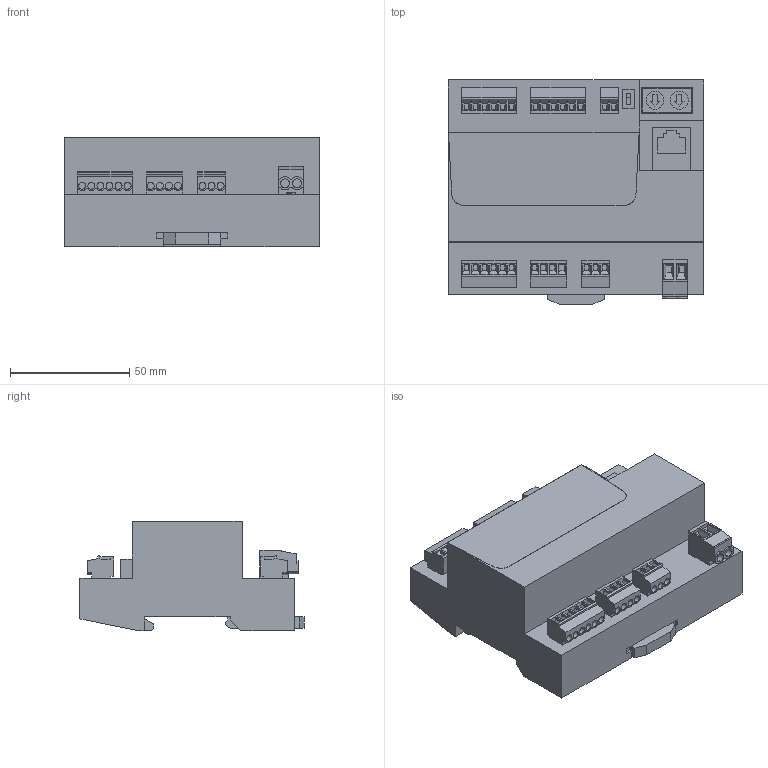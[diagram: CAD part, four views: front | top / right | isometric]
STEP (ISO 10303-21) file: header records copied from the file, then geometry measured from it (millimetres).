
FILE_DESCRIPTION(('CATIA V5 STEP Exchange','CAx-IF Rec.Pracs.--- Model Styling and Organization---1.4--- 2014-01-23'),'2;1');
FILE_NAME ('D1500994_0', '2021-08-25T12:40:20+00:00', ('none'), ('Weidmueller'), 'CATIA Version 5-6 Release 2016 SP3 HF44', 'CATIA V5 STEP AP214', 'none');
FILE_SCHEMA(('AUTOMOTIVE_DESIGN { 1 0 10303 214 1 1 1 1 }'));
Length unit declared in the file: millimetre
Products named in the file (1): S3D_ENERGY_LOGGER_D550
Bounding box: 107 x 94 x 46 mm (x, y, z)
Volume: 299621.5 mm3; surface area: 61768.1 mm2
Topology: 43 solids, 43 shells, 1675 faces, 4549 edges, 3086 vertices
Faces by surface type: plane 1333, cylinder 232, cone 108, extrusion 2
Entity records: 51463 total; most frequent: CARTESIAN_POINT 9574, ORIENTED_EDGE 9098, DIRECTION 6734, EDGE_CURVE 4549, VECTOR 3691, LINE 3689, VERTEX_POINT 3086, AXIS2_PLACEMENT_3D 1889
